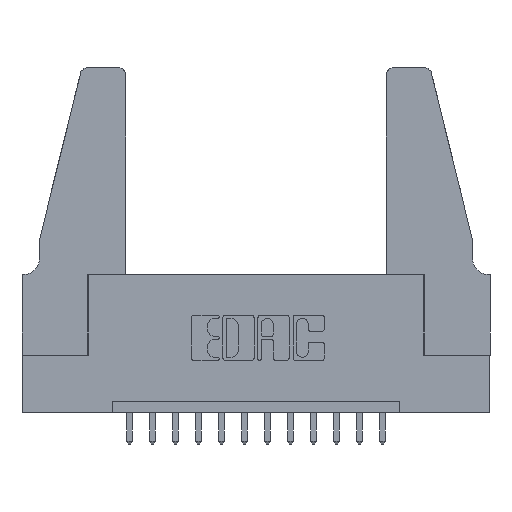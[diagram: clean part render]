
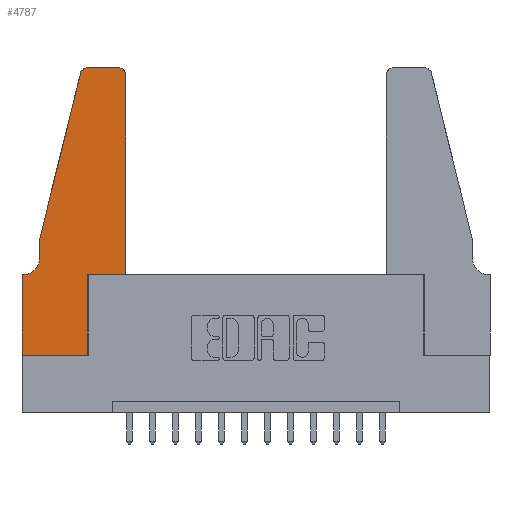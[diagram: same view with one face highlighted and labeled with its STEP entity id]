
A CAD part, top view. The second image highlights one B-rep face of the part: STEP entity #4787.
In plain terms, the highlighted planar face has unit normal (0, 0, 1).
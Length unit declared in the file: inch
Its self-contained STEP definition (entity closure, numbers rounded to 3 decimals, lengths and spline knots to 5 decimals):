
#222 = EDGE_LOOP ( 'NONE', ( #11730, #10150, #12535, #2413, #4323, #9967, #3705, #4663, #15160, #15149, #2213, #2298 ) ) ;
#303 = AXIS2_PLACEMENT_3D ( 'NONE', #5302, #2582, #3551 ) ;
#411 = DIRECTION ( 'NONE',  ( 0., -1., 0. ) ) ;
#618 = CIRCLE ( 'NONE', #303, 0.07 ) ;
#674 = CARTESIAN_POINT ( 'NONE',  ( 0.4505, 0.35, 0.37 ) ) ;
#1005 = CARTESIAN_POINT ( 'NONE',  ( 0., 0., 0.37 ) ) ;
#1216 = CARTESIAN_POINT ( 'NONE',  ( 0.4505, 0.35, 0.37 ) ) ;
#1344 = VECTOR ( 'NONE', #11863, 39.37008 ) ;
#1729 = DIRECTION ( 'NONE',  ( 1., 0., 0. ) ) ;
#1780 = VERTEX_POINT ( 'NONE', #2727 ) ;
#1781 = CARTESIAN_POINT ( 'NONE',  ( 0., 0.35, 0.37 ) ) ;
#1882 = EDGE_CURVE ( 'NONE', #6313, #10028, #8141, .T. ) ;
#2213 = ORIENTED_EDGE ( 'NONE', *, *, #3234, .T. ) ;
#2298 = ORIENTED_EDGE ( 'NONE', *, *, #14653, .T. ) ;
#2413 = ORIENTED_EDGE ( 'NONE', *, *, #14786, .T. ) ;
#2475 = EDGE_CURVE ( 'NONE', #12399, #10512, #8925, .T. ) ;
#2582 = DIRECTION ( 'NONE',  ( 0., 0., -1. ) ) ;
#2587 = CARTESIAN_POINT ( 'NONE',  ( 0.0755, 0.5, 0.37 ) ) ;
#2727 = CARTESIAN_POINT ( 'NONE',  ( 0.2865, 0.35, 0.37 ) ) ;
#2892 = CARTESIAN_POINT ( 'NONE',  ( 0.4205, 1.25, 0.37 ) ) ;
#2947 = VERTEX_POINT ( 'NONE', #8571 ) ;
#3050 = CARTESIAN_POINT ( 'NONE',  ( 0.25487, 1.22718, 0.37 ) ) ;
#3234 = EDGE_CURVE ( 'NONE', #5811, #3471, #6821, .T. ) ;
#3471 = VERTEX_POINT ( 'NONE', #8798 ) ;
#3551 = DIRECTION ( 'NONE',  ( -1., 0., 0. ) ) ;
#3705 = ORIENTED_EDGE ( 'NONE', *, *, #2475, .T. ) ;
#3827 = DIRECTION ( 'NONE',  ( -0.239, -0.971, 0. ) ) ;
#3993 = CARTESIAN_POINT ( 'NONE',  ( 0.0755, 0.5, 0.37 ) ) ;
#4002 = AXIS2_PLACEMENT_3D ( 'NONE', #15194, #14162, #8180 ) ;
#4323 = ORIENTED_EDGE ( 'NONE', *, *, #12837, .T. ) ;
#4663 = ORIENTED_EDGE ( 'NONE', *, *, #4875, .T. ) ;
#4787 = ADVANCED_FACE ( 'NONE', ( #9013 ), #15139, .T. ) ;
#4875 = EDGE_CURVE ( 'NONE', #10512, #12959, #6231, .T. ) ;
#5302 = CARTESIAN_POINT ( 'NONE',  ( 0.0055, 0.42, 0.37 ) ) ;
#5402 = CARTESIAN_POINT ( 'NONE',  ( 0.0755, 0.5, 0.37 ) ) ;
#5790 = VECTOR ( 'NONE', #411, 39.37008 ) ;
#5811 = VERTEX_POINT ( 'NONE', #674 ) ;
#6231 = LINE ( 'NONE', #11454, #12892 ) ;
#6313 = VERTEX_POINT ( 'NONE', #15118 ) ;
#6551 = LINE ( 'NONE', #1216, #10829 ) ;
#6571 = DIRECTION ( 'NONE',  ( 0., -1., 0. ) ) ;
#6821 = LINE ( 'NONE', #15142, #1344 ) ;
#6937 = VECTOR ( 'NONE', #13111, 39.37008 ) ;
#7227 = VERTEX_POINT ( 'NONE', #2892 ) ;
#7296 = VECTOR ( 'NONE', #3827, 39.37008 ) ;
#7312 = VECTOR ( 'NONE', #13000, 39.37008 ) ;
#7489 = DIRECTION ( 'NONE',  ( 0., 0., 1. ) ) ;
#7687 = LINE ( 'NONE', #9645, #7312 ) ;
#7881 = DIRECTION ( 'NONE',  ( 1., 0., 0. ) ) ;
#7955 = EDGE_CURVE ( 'NONE', #12959, #1780, #14373, .T. ) ;
#8141 = CIRCLE ( 'NONE', #8556, 0.03 ) ;
#8180 = DIRECTION ( 'NONE',  ( 1., 0., 0. ) ) ;
#8257 = CARTESIAN_POINT ( 'NONE',  ( 0.0055, 0.35, 0.37 ) ) ;
#8300 = CARTESIAN_POINT ( 'NONE',  ( 0.284, 1.22, 0.37 ) ) ;
#8556 = AXIS2_PLACEMENT_3D ( 'NONE', #8300, #13839, #7881 ) ;
#8571 = CARTESIAN_POINT ( 'NONE',  ( 0.0755, 0.42, 0.37 ) ) ;
#8672 = EDGE_CURVE ( 'NONE', #7227, #6313, #7687, .T. ) ;
#8745 = CARTESIAN_POINT ( 'NONE',  ( 0., 0., 0.37 ) ) ;
#8798 = CARTESIAN_POINT ( 'NONE',  ( 0.4505, 1.22, 0.37 ) ) ;
#8925 = LINE ( 'NONE', #8745, #5790 ) ;
#9013 = FACE_OUTER_BOUND ( 'NONE', #222, .T. ) ;
#9023 = LINE ( 'NONE', #5402, #11994 ) ;
#9312 = EDGE_CURVE ( 'NONE', #10028, #13818, #13595, .T. ) ;
#9373 = EDGE_CURVE ( 'NONE', #15140, #12399, #12688, .T. ) ;
#9590 = AXIS2_PLACEMENT_3D ( 'NONE', #11196, #7489, #1729 ) ;
#9645 = CARTESIAN_POINT ( 'NONE',  ( 0.2605, 1.25, 0.37 ) ) ;
#9800 = EDGE_CURVE ( 'NONE', #1780, #5811, #6551, .T. ) ;
#9967 = ORIENTED_EDGE ( 'NONE', *, *, #9373, .T. ) ;
#10028 = VERTEX_POINT ( 'NONE', #3050 ) ;
#10150 = ORIENTED_EDGE ( 'NONE', *, *, #1882, .T. ) ;
#10387 = DIRECTION ( 'NONE',  ( 0., 1., 0. ) ) ;
#10512 = VERTEX_POINT ( 'NONE', #1005 ) ;
#10538 = VECTOR ( 'NONE', #10387, 39.37008 ) ;
#10649 = DIRECTION ( 'NONE',  ( 1., 0., 0. ) ) ;
#10829 = VECTOR ( 'NONE', #10649, 39.37008 ) ;
#11196 = CARTESIAN_POINT ( 'NONE',  ( 0.4205, 1.22, 0.37 ) ) ;
#11454 = CARTESIAN_POINT ( 'NONE',  ( 0., 0., 0.37 ) ) ;
#11730 = ORIENTED_EDGE ( 'NONE', *, *, #8672, .T. ) ;
#11863 = DIRECTION ( 'NONE',  ( 0., 1., 0. ) ) ;
#11950 = CARTESIAN_POINT ( 'NONE',  ( 0.0755, 0.35, 0.37 ) ) ;
#11994 = VECTOR ( 'NONE', #6571, 39.37008 ) ;
#12163 = CIRCLE ( 'NONE', #9590, 0.03 ) ;
#12399 = VERTEX_POINT ( 'NONE', #1781 ) ;
#12535 = ORIENTED_EDGE ( 'NONE', *, *, #9312, .T. ) ;
#12688 = LINE ( 'NONE', #11950, #6937 ) ;
#12837 = EDGE_CURVE ( 'NONE', #2947, #15140, #618, .T. ) ;
#12892 = VECTOR ( 'NONE', #13407, 39.37008 ) ;
#12959 = VERTEX_POINT ( 'NONE', #14641 ) ;
#13000 = DIRECTION ( 'NONE',  ( -1., 0., 0. ) ) ;
#13111 = DIRECTION ( 'NONE',  ( -1., 0., 0. ) ) ;
#13407 = DIRECTION ( 'NONE',  ( 1., 0., 0. ) ) ;
#13595 = LINE ( 'NONE', #3993, #7296 ) ;
#13818 = VERTEX_POINT ( 'NONE', #2587 ) ;
#13839 = DIRECTION ( 'NONE',  ( 0., 0., 1. ) ) ;
#14162 = DIRECTION ( 'NONE',  ( 0., 0., 1. ) ) ;
#14373 = LINE ( 'NONE', #14983, #10538 ) ;
#14641 = CARTESIAN_POINT ( 'NONE',  ( 0.2865, 0., 0.37 ) ) ;
#14653 = EDGE_CURVE ( 'NONE', #3471, #7227, #12163, .T. ) ;
#14786 = EDGE_CURVE ( 'NONE', #13818, #2947, #9023, .T. ) ;
#14983 = CARTESIAN_POINT ( 'NONE',  ( 0.2865, 0.35, 0.37 ) ) ;
#15118 = CARTESIAN_POINT ( 'NONE',  ( 0.284, 1.25, 0.37 ) ) ;
#15139 = PLANE ( 'NONE',  #4002 ) ;
#15140 = VERTEX_POINT ( 'NONE', #8257 ) ;
#15142 = CARTESIAN_POINT ( 'NONE',  ( 0.4505, 0.35, 0.37 ) ) ;
#15149 = ORIENTED_EDGE ( 'NONE', *, *, #9800, .T. ) ;
#15160 = ORIENTED_EDGE ( 'NONE', *, *, #7955, .T. ) ;
#15194 = CARTESIAN_POINT ( 'NONE',  ( 0., 0.35, 0.37 ) ) ;
